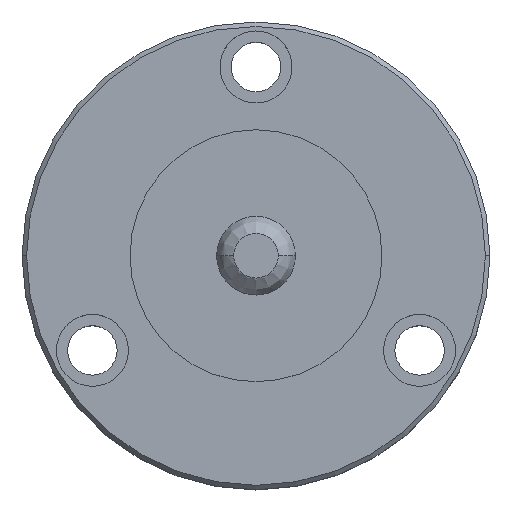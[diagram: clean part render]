
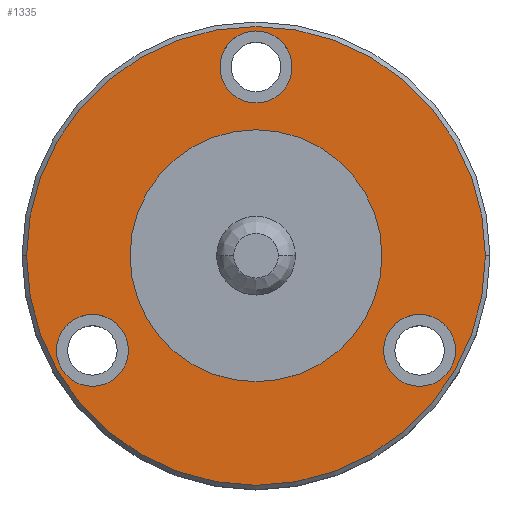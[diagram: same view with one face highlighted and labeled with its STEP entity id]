
A CAD part, top view. The second image highlights one B-rep face of the part: STEP entity #1335.
In plain terms, the highlighted planar face has unit normal (0, 0, 1).
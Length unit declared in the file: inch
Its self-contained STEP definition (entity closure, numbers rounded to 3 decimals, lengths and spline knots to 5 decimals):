
#577=CARTESIAN_POINT('',(-1.59375,0.,0.90625));
#578=VERTEX_POINT('',#577);
#585=CARTESIAN_POINT('',(1.59375,0.,0.90625));
#586=VERTEX_POINT('',#585);
#587=CARTESIAN_POINT('',(0.0,0.0,0.90625));
#588=DIRECTION('',(0.0,0.0,-1.0));
#589=DIRECTION('',(-1.0,0.0,0.0));
#590=AXIS2_PLACEMENT_3D('',#587,#588,#589);
#591=CIRCLE('',#590,1.59375);
#592=EDGE_CURVE('',#578,#586,#591,.T.);
#653=CARTESIAN_POINT('',(0.,1.0625,0.90625));
#654=VERTEX_POINT('',#653);
#670=CARTESIAN_POINT('',(0.,1.5625,0.90625));
#671=VERTEX_POINT('',#670);
#678=CARTESIAN_POINT('',(0.0,1.3125,0.90625));
#679=DIRECTION('',(0.0,0.0,-1.0));
#680=DIRECTION('',(0.0,-1.0,0.0));
#681=AXIS2_PLACEMENT_3D('',#678,#679,#680);
#682=CIRCLE('',#681,0.25);
#683=EDGE_CURVE('',#654,#671,#682,.T.);
#737=CARTESIAN_POINT('',(-1.13666,-0.90625,0.90625));
#738=VERTEX_POINT('',#737);
#754=CARTESIAN_POINT('',(-1.13666,-0.40625,0.90625));
#755=VERTEX_POINT('',#754);
#762=CARTESIAN_POINT('',(-1.13666,-0.65625,0.90625));
#763=DIRECTION('',(0.0,0.0,-1.0));
#764=DIRECTION('',(0.0,-1.0,0.0));
#765=AXIS2_PLACEMENT_3D('',#762,#763,#764);
#766=CIRCLE('',#765,0.25);
#767=EDGE_CURVE('',#738,#755,#766,.T.);
#821=CARTESIAN_POINT('',(1.13666,-0.90625,0.90625));
#822=VERTEX_POINT('',#821);
#838=CARTESIAN_POINT('',(1.13666,-0.40625,0.90625));
#839=VERTEX_POINT('',#838);
#846=CARTESIAN_POINT('',(1.13666,-0.65625,0.90625));
#847=DIRECTION('',(0.0,0.0,-1.0));
#848=DIRECTION('',(0.0,-1.0,0.0));
#849=AXIS2_PLACEMENT_3D('',#846,#847,#848);
#850=CIRCLE('',#849,0.25);
#851=EDGE_CURVE('',#822,#839,#850,.T.);
#863=CARTESIAN_POINT('',(-0.3125,0.,0.90625));
#864=VERTEX_POINT('',#863);
#880=CARTESIAN_POINT('',(-0.0625,0.30619,0.90625));
#881=VERTEX_POINT('',#880);
#888=CARTESIAN_POINT('',(0.0,0.0,0.90625));
#889=DIRECTION('',(0.0,0.0,-1.0));
#890=DIRECTION('',(1.0,0.0,0.0));
#891=AXIS2_PLACEMENT_3D('',#888,#889,#890);
#892=CIRCLE('',#891,0.3125);
#893=EDGE_CURVE('',#864,#881,#892,.T.);
#903=CARTESIAN_POINT('',(0.3125,0.,0.90625));
#904=VERTEX_POINT('',#903);
#913=CARTESIAN_POINT('',(0.0625,0.30619,0.90625));
#914=VERTEX_POINT('',#913);
#915=CARTESIAN_POINT('',(0.0,0.0,0.90625));
#916=DIRECTION('',(0.0,0.0,-1.0));
#917=DIRECTION('',(1.0,0.0,0.0));
#918=AXIS2_PLACEMENT_3D('',#915,#916,#917);
#919=CIRCLE('',#918,0.3125);
#920=EDGE_CURVE('',#914,#904,#919,.T.);
#945=CARTESIAN_POINT('',(0.0625,0.381,0.90625));
#946=VERTEX_POINT('',#945);
#947=CARTESIAN_POINT('',(0.0625,0.381,0.90625));
#948=DIRECTION('',(0.0,-1.0,0.0));
#949=VECTOR('',#948,0.07481);
#950=LINE('',#947,#949);
#951=EDGE_CURVE('',#946,#914,#950,.T.);
#976=CARTESIAN_POINT('',(-0.0625,0.381,0.90625));
#977=VERTEX_POINT('',#976);
#978=CARTESIAN_POINT('',(-0.0625,0.381,0.90625));
#979=DIRECTION('',(1.0,0.0,0.0));
#980=VECTOR('',#979,0.125);
#981=LINE('',#978,#980);
#982=EDGE_CURVE('',#977,#946,#981,.T.);
#1007=CARTESIAN_POINT('',(-0.0625,0.30619,0.90625));
#1008=DIRECTION('',(0.0,1.0,0.0));
#1009=VECTOR('',#1008,0.07481);
#1010=LINE('',#1007,#1009);
#1011=EDGE_CURVE('',#881,#977,#1010,.T.);
#1092=CARTESIAN_POINT('',(0.0,0.0,0.90625));
#1093=DIRECTION('',(0.0,0.0,-1.0));
#1094=DIRECTION('',(1.0,0.0,0.0));
#1095=AXIS2_PLACEMENT_3D('',#1092,#1093,#1094);
#1096=CIRCLE('',#1095,0.3125);
#1097=EDGE_CURVE('',#904,#864,#1096,.T.);
#1134=CARTESIAN_POINT('',(1.13666,-0.65625,0.90625));
#1135=DIRECTION('',(0.0,0.0,-1.0));
#1136=DIRECTION('',(0.0,-1.0,0.0));
#1137=AXIS2_PLACEMENT_3D('',#1134,#1135,#1136);
#1138=CIRCLE('',#1137,0.25);
#1139=EDGE_CURVE('',#839,#822,#1138,.T.);
#1190=CARTESIAN_POINT('',(-1.13666,-0.65625,0.90625));
#1191=DIRECTION('',(0.0,0.0,-1.0));
#1192=DIRECTION('',(0.0,-1.0,0.0));
#1193=AXIS2_PLACEMENT_3D('',#1190,#1191,#1192);
#1194=CIRCLE('',#1193,0.25);
#1195=EDGE_CURVE('',#755,#738,#1194,.T.);
#1246=CARTESIAN_POINT('',(0.0,1.3125,0.90625));
#1247=DIRECTION('',(0.0,0.0,-1.0));
#1248=DIRECTION('',(0.0,-1.0,0.0));
#1249=AXIS2_PLACEMENT_3D('',#1246,#1247,#1248);
#1250=CIRCLE('',#1249,0.25);
#1251=EDGE_CURVE('',#671,#654,#1250,.T.);
#1284=CARTESIAN_POINT('',(0.0,0.0,0.90625));
#1285=DIRECTION('',(0.0,0.0,-1.0));
#1286=DIRECTION('',(-1.0,0.0,0.0));
#1287=AXIS2_PLACEMENT_3D('',#1284,#1285,#1286);
#1288=CIRCLE('',#1287,1.59375);
#1289=EDGE_CURVE('',#586,#578,#1288,.T.);
#1306=CARTESIAN_POINT('',(1.625,0.0,0.90625));
#1307=DIRECTION('',(0.0,0.0,1.0));
#1308=DIRECTION('',(1.0,0.0,0.0));
#1309=AXIS2_PLACEMENT_3D('',#1306,#1307,#1308);
#1310=PLANE('',#1309);
#1311=ORIENTED_EDGE('',*,*,#1289,.F.);
#1312=ORIENTED_EDGE('',*,*,#592,.F.);
#1313=EDGE_LOOP('',(#1311,#1312));
#1314=FACE_OUTER_BOUND('',#1313,.T.);
#1315=ORIENTED_EDGE('',*,*,#951,.T.);
#1316=ORIENTED_EDGE('',*,*,#920,.T.);
#1317=ORIENTED_EDGE('',*,*,#1097,.T.);
#1318=ORIENTED_EDGE('',*,*,#893,.T.);
#1319=ORIENTED_EDGE('',*,*,#1011,.T.);
#1320=ORIENTED_EDGE('',*,*,#982,.T.);
#1321=EDGE_LOOP('',(#1315,#1316,#1317,#1318,#1319,#1320));
#1322=FACE_BOUND('',#1321,.T.);
#1323=ORIENTED_EDGE('',*,*,#1139,.T.);
#1324=ORIENTED_EDGE('',*,*,#851,.T.);
#1325=EDGE_LOOP('',(#1323,#1324));
#1326=FACE_BOUND('',#1325,.T.);
#1327=ORIENTED_EDGE('',*,*,#1195,.T.);
#1328=ORIENTED_EDGE('',*,*,#767,.T.);
#1329=EDGE_LOOP('',(#1327,#1328));
#1330=FACE_BOUND('',#1329,.T.);
#1331=ORIENTED_EDGE('',*,*,#1251,.T.);
#1332=ORIENTED_EDGE('',*,*,#683,.T.);
#1333=EDGE_LOOP('',(#1331,#1332));
#1334=FACE_BOUND('',#1333,.T.);
#1335=ADVANCED_FACE('',(#1314,#1322,#1326,#1330,#1334),#1310,.T.);
